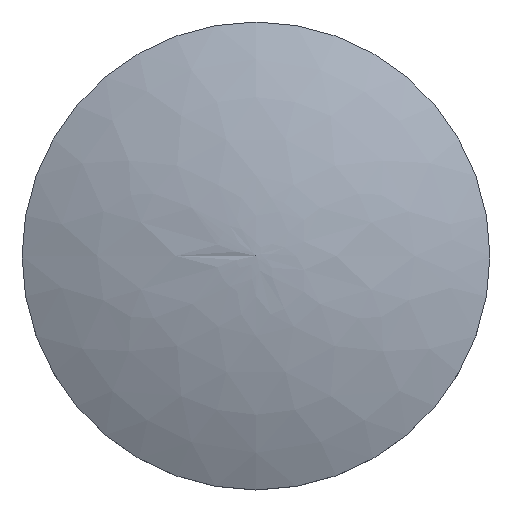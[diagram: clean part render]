
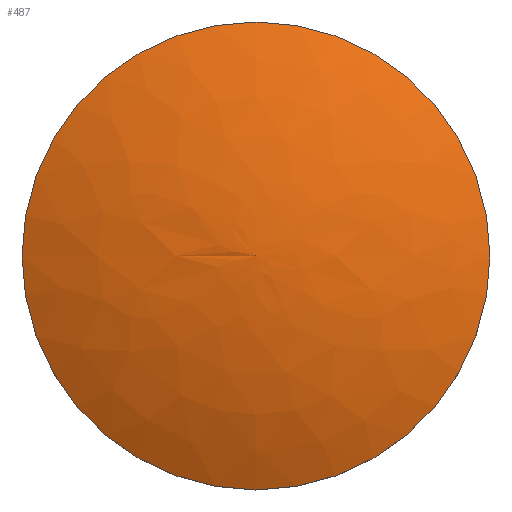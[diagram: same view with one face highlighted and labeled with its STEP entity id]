
A CAD part, top view. The second image highlights one B-rep face of the part: STEP entity #487.
In plain terms, the highlighted free-form (B-spline) face has degree [3, 3] with [4, 7] control points.
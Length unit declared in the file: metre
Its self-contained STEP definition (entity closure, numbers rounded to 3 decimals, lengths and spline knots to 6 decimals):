
#487=ADVANCED_FACE('',(#1514,#1515),#1516,.T.);
#1514=FACE_BOUND('',#2989,.T.);
#1515=FACE_OUTER_BOUND('',#2990,.T.);
#1516=(B_SPLINE_SURFACE(3,3,((#2992,#2993,#2994,#2995,#2996,#2997,#2998),(#2999,#3000,#3001,#3002,#3003,#3004,#3005),(#3006,#3007,#3008,#3009,#3010,#3011,#3012),(#3013,#3014,#3015,#3016,#3017,#3018,#3019)),.UNSPECIFIED.,.F.,.T.,.F.)B_SPLINE_SURFACE_WITH_KNOTS((4,4),(4,3,4),(0.0,6.283185),(-1.540484,-1.337722,-1.13496),.UNSPECIFIED.)RATIONAL_B_SPLINE_SURFACE(((1.0,0.333,0.333,1.0,0.333,0.333,1.0),(0.986,0.329,0.329,0.986,0.329,0.329,0.986),(0.986,0.329,0.329,0.986,0.329,0.329,0.986),(1.0,0.333,0.333,1.0,0.333,0.333,1.0)))BOUNDED_SURFACE()REPRESENTATION_ITEM('')GEOMETRIC_REPRESENTATION_ITEM()SURFACE());
#2989=VERTEX_LOOP('',#4802);
#2990=EDGE_LOOP('',(#4803));
#2992=CARTESIAN_POINT('',(-0.01685,0.0,0.));
#2993=CARTESIAN_POINT('',(-0.01685,0.0337,0.));
#2994=CARTESIAN_POINT('',(0.01685,0.0337,0.));
#2995=CARTESIAN_POINT('',(0.01685,0.0,0.));
#2996=CARTESIAN_POINT('',(0.01685,-0.0337,0.));
#2997=CARTESIAN_POINT('',(-0.01685,-0.0337,0.));
#2998=CARTESIAN_POINT('',(-0.01685,0.0,0.));
#2999=CARTESIAN_POINT('',(-0.011544,0.0,0.002471));
#3000=CARTESIAN_POINT('',(-0.011544,0.023089,0.002471));
#3001=CARTESIAN_POINT('',(0.011544,0.023089,0.002471));
#3002=CARTESIAN_POINT('',(0.011544,0.0,0.002471));
#3003=CARTESIAN_POINT('',(0.011544,-0.023089,0.002471));
#3004=CARTESIAN_POINT('',(-0.011544,-0.023089,0.002471));
#3005=CARTESIAN_POINT('',(-0.011544,0.0,0.002471));
#3006=CARTESIAN_POINT('',(-0.00585,0.0,0.003823));
#3007=CARTESIAN_POINT('',(-0.00585,0.0117,0.003823));
#3008=CARTESIAN_POINT('',(0.00585,0.0117,0.003823));
#3009=CARTESIAN_POINT('',(0.00585,0.0,0.003823));
#3010=CARTESIAN_POINT('',(0.00585,-0.0117,0.003823));
#3011=CARTESIAN_POINT('',(-0.00585,-0.0117,0.003823));
#3012=CARTESIAN_POINT('',(-0.00585,0.0,0.003823));
#3013=CARTESIAN_POINT('',(0.,0.0,0.004));
#3014=CARTESIAN_POINT('',(0.,0.,0.004));
#3015=CARTESIAN_POINT('',(0.,0.,0.004));
#3016=CARTESIAN_POINT('',(0.,0.0,0.004));
#3017=CARTESIAN_POINT('',(0.,0.,0.004));
#3018=CARTESIAN_POINT('',(0.,0.,0.004));
#3019=CARTESIAN_POINT('',(0.,0.0,0.004));
#4802=VERTEX_POINT('',#8787);
#4803=ORIENTED_EDGE('',*,*,#8785,.F.);
#8785=EDGE_CURVE('',#10693,#10693,#10694,.T.);
#8787=CARTESIAN_POINT('',(0.,0.0,0.004));
#10693=VERTEX_POINT('',#13142);
#10694=CIRCLE('',#13143,0.01685);
#13142=CARTESIAN_POINT('',(-0.01685,0.0,0.0));
#13143=AXIS2_PLACEMENT_3D('',#16131,#16132,#16133);
#16131=CARTESIAN_POINT('',(0.0,0.0,0.0));
#16132=DIRECTION('',(-0.0,0.0,-1.0));
#16133=DIRECTION('',(-1.0,0.0,0.0));
